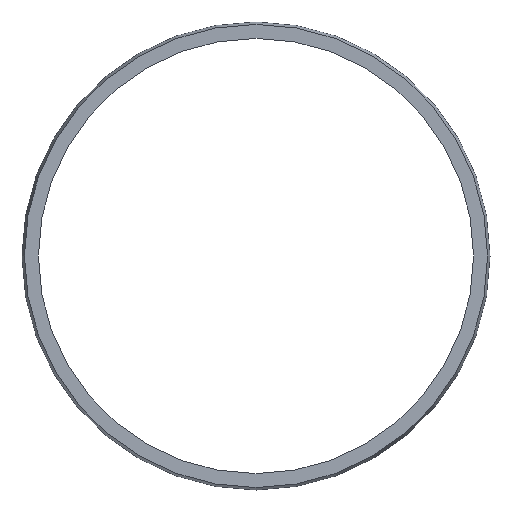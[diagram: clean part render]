
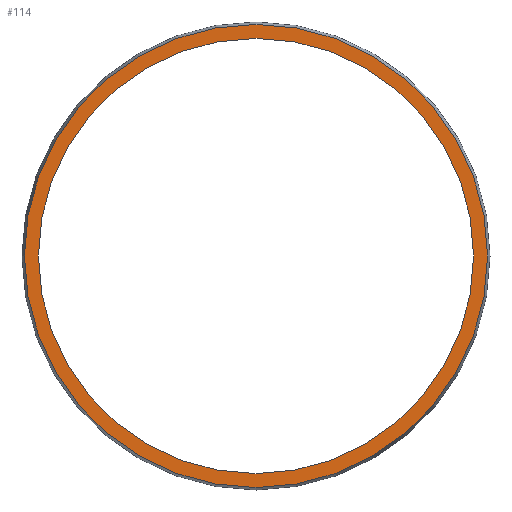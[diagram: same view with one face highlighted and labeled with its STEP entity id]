
A CAD part, front view. The second image highlights one B-rep face of the part: STEP entity #114.
In plain terms, the highlighted planar face has unit normal (0, -1, 0).
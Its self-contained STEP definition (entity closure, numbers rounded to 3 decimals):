
#24=FACE_BOUND('',#34,.T.);
#27=FACE_OUTER_BOUND('',#33,.T.);
#33=EDGE_LOOP('',(#81,#82));
#34=EDGE_LOOP('',(#83,#84));
#42=CIRCLE('',#141,84.6);
#43=CIRCLE('',#142,84.6);
#44=CIRCLE('',#143,79.5);
#45=CIRCLE('',#144,79.5);
#54=VERTEX_POINT('',#201);
#55=VERTEX_POINT('',#202);
#56=VERTEX_POINT('',#205);
#57=VERTEX_POINT('',#206);
#66=EDGE_CURVE('',#54,#55,#42,.T.);
#67=EDGE_CURVE('',#55,#54,#43,.T.);
#68=EDGE_CURVE('',#56,#57,#44,.T.);
#69=EDGE_CURVE('',#57,#56,#45,.T.);
#81=ORIENTED_EDGE('',*,*,#66,.F.);
#82=ORIENTED_EDGE('',*,*,#67,.F.);
#83=ORIENTED_EDGE('',*,*,#68,.T.);
#84=ORIENTED_EDGE('',*,*,#69,.T.);
#111=PLANE('',#140);
#114=ADVANCED_FACE('',(#27,#24),#111,.T.);
#140=AXIS2_PLACEMENT_3D('',#200,#160,#161);
#141=AXIS2_PLACEMENT_3D('',#203,#162,#163);
#142=AXIS2_PLACEMENT_3D('',#204,#164,#165);
#143=AXIS2_PLACEMENT_3D('',#207,#166,#167);
#144=AXIS2_PLACEMENT_3D('',#208,#168,#169);
#160=DIRECTION('center_axis',(0.,-1.,0.));
#161=DIRECTION('ref_axis',(0.,0.,-1.));
#162=DIRECTION('center_axis',(0.,1.,0.));
#163=DIRECTION('ref_axis',(1.,0.,0.));
#164=DIRECTION('center_axis',(0.,1.,0.));
#165=DIRECTION('ref_axis',(1.,0.,0.));
#166=DIRECTION('center_axis',(0.,1.,0.));
#167=DIRECTION('ref_axis',(1.,0.,0.));
#168=DIRECTION('center_axis',(0.,1.,0.));
#169=DIRECTION('ref_axis',(1.,0.,0.));
#200=CARTESIAN_POINT('Origin',(-84.6,0.,0.));
#201=CARTESIAN_POINT('',(-84.6,0.,0.));
#202=CARTESIAN_POINT('',(84.6,0.,0.));
#203=CARTESIAN_POINT('Origin',(0.,0.,0.));
#204=CARTESIAN_POINT('Origin',(0.,0.,0.));
#205=CARTESIAN_POINT('',(-79.5,0.,0.));
#206=CARTESIAN_POINT('',(79.5,0.,0.));
#207=CARTESIAN_POINT('Origin',(0.,0.,0.));
#208=CARTESIAN_POINT('Origin',(0.,0.,0.));
